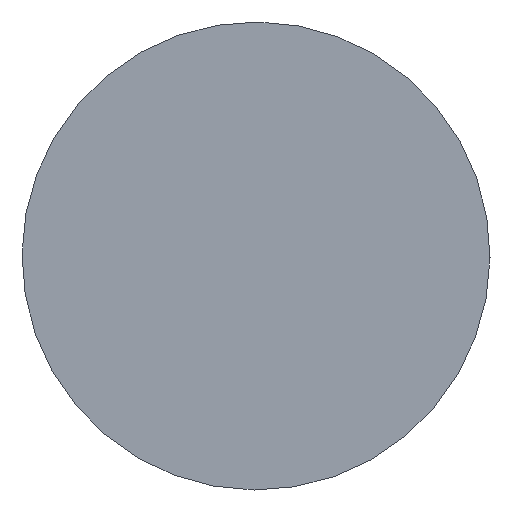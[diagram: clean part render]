
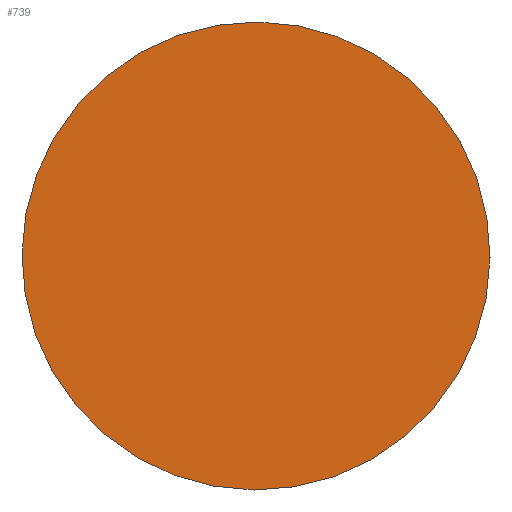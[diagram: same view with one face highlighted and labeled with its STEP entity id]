
A CAD part, left-side view. The second image highlights one B-rep face of the part: STEP entity #739.
In plain terms, the highlighted planar face has unit normal (-1, 0, 0).
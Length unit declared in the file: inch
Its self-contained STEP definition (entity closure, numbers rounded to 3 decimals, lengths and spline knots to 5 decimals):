
#4 = DIRECTION ( 'NONE',  ( 0., -0.649, 0.761 ) ) ;
#17 = ORIENTED_EDGE ( 'NONE', *, *, #584, .F. ) ;
#63 = CARTESIAN_POINT ( 'NONE',  ( -0.31, 0., 0. ) ) ;
#68 = DIRECTION ( 'NONE',  ( 1., 0., 0. ) ) ;
#149 = CARTESIAN_POINT ( 'NONE',  ( -0.31, -0.02002, 0.02347 ) ) ;
#172 = DIRECTION ( 'NONE',  ( 0., -0.649, 0.761 ) ) ;
#250 = FACE_OUTER_BOUND ( 'NONE', #511, .T. ) ;
#265 = DIRECTION ( 'NONE',  ( 1., 0., 0. ) ) ;
#330 = CIRCLE ( 'NONE', #760, 0.03085 ) ;
#423 = DIRECTION ( 'NONE',  ( 1., 0., 0. ) ) ;
#425 = DIRECTION ( 'NONE',  ( 0., -0.649, 0.761 ) ) ;
#475 = CARTESIAN_POINT ( 'NONE',  ( -0.31, 0., 0. ) ) ;
#511 = EDGE_LOOP ( 'NONE', ( #17, #517 ) ) ;
#517 = ORIENTED_EDGE ( 'NONE', *, *, #761, .F. ) ;
#573 = AXIS2_PLACEMENT_3D ( 'NONE', #607, #265, #172 ) ;
#584 = EDGE_CURVE ( 'NONE', #618, #631, #600, .T. ) ;
#600 = CIRCLE ( 'NONE', #573, 0.03085 ) ;
#607 = CARTESIAN_POINT ( 'NONE',  ( -0.31, 0., 0. ) ) ;
#609 = CARTESIAN_POINT ( 'NONE',  ( -0.31, 0.02002, -0.02347 ) ) ;
#618 = VERTEX_POINT ( 'NONE', #609 ) ;
#631 = VERTEX_POINT ( 'NONE', #149 ) ;
#718 = PLANE ( 'NONE',  #727 ) ;
#727 = AXIS2_PLACEMENT_3D ( 'NONE', #475, #68, #425 ) ;
#739 = ADVANCED_FACE ( 'NONE', ( #250 ), #718, .F. ) ;
#760 = AXIS2_PLACEMENT_3D ( 'NONE', #63, #423, #4 ) ;
#761 = EDGE_CURVE ( 'NONE', #631, #618, #330, .T. ) ;
